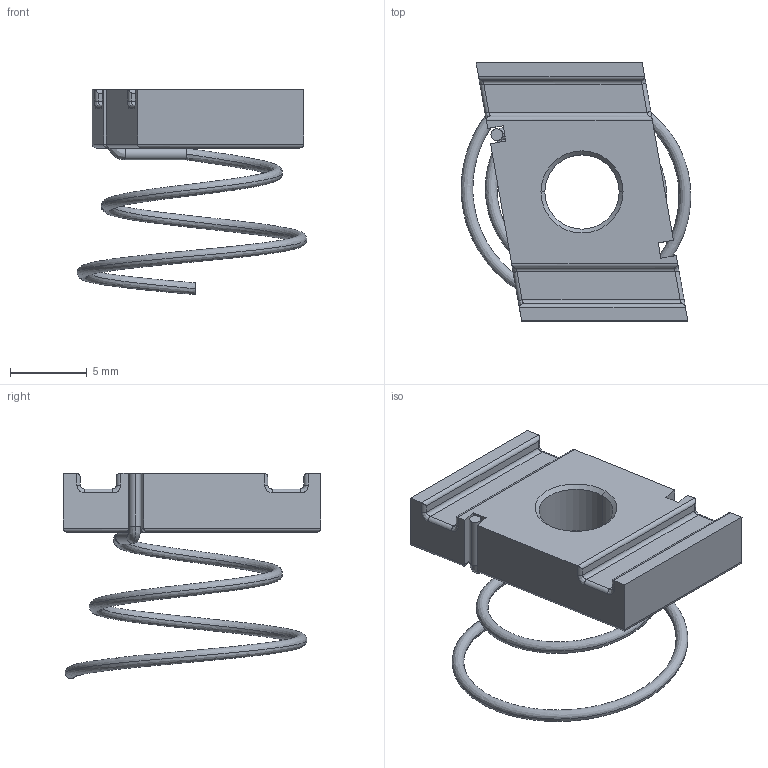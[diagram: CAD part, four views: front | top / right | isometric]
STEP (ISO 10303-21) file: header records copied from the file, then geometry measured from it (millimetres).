
FILE_DESCRIPTION (( 'STEP AP203' ), '1' );
FILE_NAME ('SCE-PS1032CN.step', '2021-02-09T22:31:31', ( 'ADC123' ), ( 'Microsoft' ), 'SwSTEP 2.0', 'SolidWorks 2019', '' );
FILE_SCHEMA (( 'CONFIG_CONTROL_DESIGN' ));
Length unit declared in the file: inch
Products named in the file (1): SCE-PS1032CN
Bounding box: 14.92 x 16.76 x 13.33 mm (x, y, z)
Volume: 598.5 mm3; surface area: 831.5 mm2
Topology: 2 solids, 2 shells, 80 faces, 190 edges, 114 vertices
Faces by surface type: cylinder 38, plane 26, bspline 12, cone 4
Entity records: 3585 total; most frequent: CARTESIAN_POINT 1862, ORIENTED_EDGE 380, DIRECTION 288, EDGE_CURVE 190, VERTEX_POINT 114, LINE 102, VECTOR 102, AXIS2_PLACEMENT_3D 93
